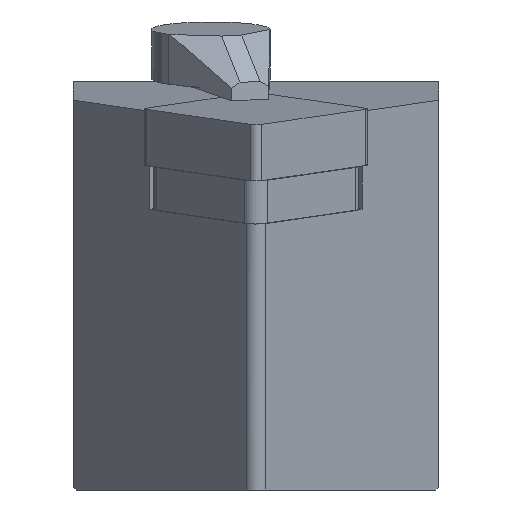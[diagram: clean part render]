
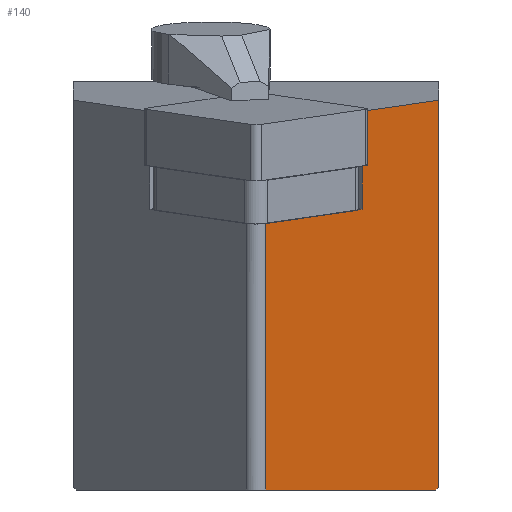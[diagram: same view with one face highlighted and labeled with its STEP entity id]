
A CAD part, left-side view. The second image highlights one B-rep face of the part: STEP entity #140.
In plain terms, the highlighted planar face has unit normal (-0.638, -0.766, -0.078).
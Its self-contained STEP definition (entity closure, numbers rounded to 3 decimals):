
#76=FACE_OUTER_BOUND('',#285,.T.);
#140=ADVANCED_FACE('',(#76),#204,.F.);
#204=PLANE('',#1177);
#285=EDGE_LOOP('',(#398,#399,#400,#401,#402,#403,#404,#405));
#398=ORIENTED_EDGE('',*,*,#776,.F.);
#399=ORIENTED_EDGE('',*,*,#767,.F.);
#400=ORIENTED_EDGE('',*,*,#805,.F.);
#401=ORIENTED_EDGE('',*,*,#806,.F.);
#402=ORIENTED_EDGE('',*,*,#807,.F.);
#403=ORIENTED_EDGE('',*,*,#808,.F.);
#404=ORIENTED_EDGE('',*,*,#788,.F.);
#405=ORIENTED_EDGE('',*,*,#759,.F.);
#659=VERTEX_POINT('',#1581);
#660=VERTEX_POINT('',#1583);
#666=VERTEX_POINT('',#1597);
#668=VERTEX_POINT('',#1600);
#684=VERTEX_POINT('',#1642);
#695=VERTEX_POINT('',#1674);
#696=VERTEX_POINT('',#1676);
#697=VERTEX_POINT('',#1678);
#759=EDGE_CURVE('',#659,#660,#918,.T.);
#767=EDGE_CURVE('',#666,#668,#923,.T.);
#776=EDGE_CURVE('',#668,#659,#931,.T.);
#788=EDGE_CURVE('',#660,#684,#943,.T.);
#805=EDGE_CURVE('',#695,#666,#958,.T.);
#806=EDGE_CURVE('',#696,#695,#959,.T.);
#807=EDGE_CURVE('',#697,#696,#960,.T.);
#808=EDGE_CURVE('',#684,#697,#961,.T.);
#918=LINE('',#1582,#1040);
#923=LINE('',#1599,#1045);
#931=LINE('',#1618,#1053);
#943=LINE('',#1641,#1065);
#958=LINE('',#1673,#1080);
#959=LINE('',#1675,#1081);
#960=LINE('',#1677,#1082);
#961=LINE('',#1679,#1083);
#1040=VECTOR('',#1262,1.);
#1045=VECTOR('',#1275,1.);
#1053=VECTOR('',#1289,1.);
#1065=VECTOR('',#1307,1.);
#1080=VECTOR('',#1334,1.);
#1081=VECTOR('',#1335,1.);
#1082=VECTOR('',#1336,1.);
#1083=VECTOR('',#1337,1.);
#1177=AXIS2_PLACEMENT_3D('',#1680,#1338,#1339);
#1262=DIRECTION('',(0.76,-0.643,0.093));
#1275=DIRECTION('',(0.76,-0.643,0.093));
#1289=DIRECTION('',(-0.122,0.,0.993));
#1307=DIRECTION('',(0.122,0.,-0.993));
#1334=DIRECTION('',(0.76,-0.643,0.093));
#1335=DIRECTION('',(-0.122,0.,0.993));
#1336=DIRECTION('',(-0.768,0.64,0.));
#1337=DIRECTION('',(-0.606,0.562,-0.562));
#1338=DIRECTION('',(0.638,0.766,0.078));
#1339=DIRECTION('',(-0.768,0.64,0.));
#1581=CARTESIAN_POINT('',(14.459,-31.618,1.477));
#1582=CARTESIAN_POINT('',(24.373,-40.,2.694));
#1583=CARTESIAN_POINT('',(24.373,-40.,2.694));
#1597=CARTESIAN_POINT('',(15.318,-31.23,-9.309));
#1599=CARTESIAN_POINT('',(25.691,-40.,-8.035));
#1600=CARTESIAN_POINT('',(15.776,-31.618,-9.252));
#1618=CARTESIAN_POINT('',(21.125,-31.618,-52.815));
#1641=CARTESIAN_POINT('',(31.04,-40.,-51.598));
#1642=CARTESIAN_POINT('',(29.579,-40.,-39.7));
#1673=CARTESIAN_POINT('',(25.691,-40.,-8.035));
#1674=CARTESIAN_POINT('',(3.302,-21.072,-10.784));
#1675=CARTESIAN_POINT('',(8.651,-21.072,-54.347));
#1676=CARTESIAN_POINT('',(6.889,-21.072,-40.));
#1677=CARTESIAN_POINT('',(30.456,-40.7,-40.));
#1678=CARTESIAN_POINT('',(29.255,-39.7,-40.));
#1679=CARTESIAN_POINT('',(26.06,-36.735,-42.965));
#1680=CARTESIAN_POINT('',(31.04,-40.,-51.598));
